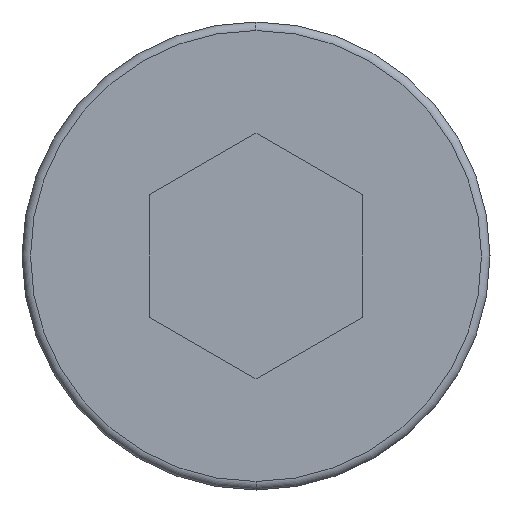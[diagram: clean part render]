
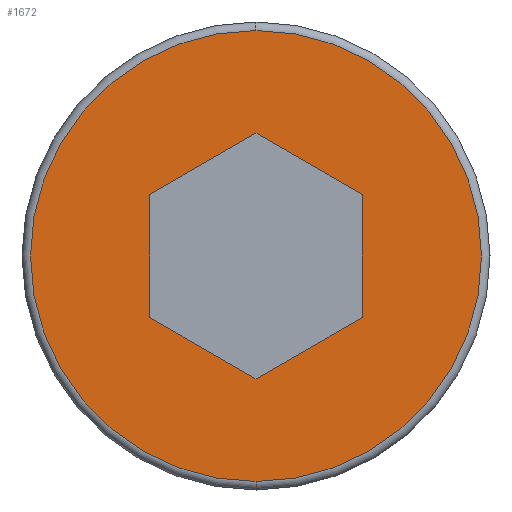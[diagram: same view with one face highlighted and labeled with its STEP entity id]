
A CAD part, left-side view. The second image highlights one B-rep face of the part: STEP entity #1672.
In plain terms, the highlighted planar face has unit normal (-1, 0, 0).
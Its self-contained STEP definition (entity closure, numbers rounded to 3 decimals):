
#56 = DIRECTION ( 'NONE',  ( 0., 0., -1. ) ) ;
#63 = VERTEX_POINT ( 'NONE', #2191 ) ;
#181 = EDGE_CURVE ( 'NONE', #322, #1715, #1038, .T. ) ;
#282 = CARTESIAN_POINT ( 'NONE',  ( -3., 0., 2.65 ) ) ;
#322 = VERTEX_POINT ( 'NONE', #1506 ) ;
#349 = FACE_OUTER_BOUND ( 'NONE', #3094, .T. ) ;
#350 = AXIS2_PLACEMENT_3D ( 'NONE', #494, #2173, #730 ) ;
#429 = DIRECTION ( 'NONE',  ( 1., 0., 0. ) ) ;
#463 = LINE ( 'NONE', #1756, #1049 ) ;
#494 = CARTESIAN_POINT ( 'NONE',  ( -3., 0., 0. ) ) ;
#508 = ORIENTED_EDGE ( 'NONE', *, *, #1003, .F. ) ;
#516 = DIRECTION ( 'NONE',  ( 0., 0.866, -0.5 ) ) ;
#519 = CARTESIAN_POINT ( 'NONE',  ( -3., 1.25, 0.722 ) ) ;
#575 = LINE ( 'NONE', #2563, #2973 ) ;
#626 = CARTESIAN_POINT ( 'NONE',  ( -3., -1.25, -0.722 ) ) ;
#707 = ORIENTED_EDGE ( 'NONE', *, *, #1122, .F. ) ;
#730 = DIRECTION ( 'NONE',  ( 0., 0., -1. ) ) ;
#823 = VERTEX_POINT ( 'NONE', #626 ) ;
#877 = ORIENTED_EDGE ( 'NONE', *, *, #3053, .F. ) ;
#941 = CARTESIAN_POINT ( 'NONE',  ( -3., -1.25, -0.722 ) ) ;
#950 = DIRECTION ( 'NONE',  ( 0., 0.866, 0.5 ) ) ;
#967 = EDGE_CURVE ( 'NONE', #63, #3063, #575, .T. ) ;
#992 = CIRCLE ( 'NONE', #350, 2.65 ) ;
#995 = CARTESIAN_POINT ( 'NONE',  ( -3., 0., -2.65 ) ) ;
#1003 = EDGE_CURVE ( 'NONE', #1857, #1195, #1222, .T. ) ;
#1038 = LINE ( 'NONE', #2222, #2851 ) ;
#1049 = VECTOR ( 'NONE', #56, 1000. ) ;
#1065 = VECTOR ( 'NONE', #516, 1000. ) ;
#1122 = EDGE_CURVE ( 'NONE', #1195, #1857, #992, .T. ) ;
#1189 = PLANE ( 'NONE',  #2046 ) ;
#1195 = VERTEX_POINT ( 'NONE', #282 ) ;
#1206 = ORIENTED_EDGE ( 'NONE', *, *, #181, .F. ) ;
#1213 = VECTOR ( 'NONE', #2168, 1000. ) ;
#1222 = CIRCLE ( 'NONE', #1234, 2.65 ) ;
#1234 = AXIS2_PLACEMENT_3D ( 'NONE', #1877, #429, #2105 ) ;
#1247 = CARTESIAN_POINT ( 'NONE',  ( -3., 0., 1.443 ) ) ;
#1429 = DIRECTION ( 'NONE',  ( 0., 0., 1. ) ) ;
#1485 = EDGE_CURVE ( 'NONE', #823, #322, #2146, .T. ) ;
#1506 = CARTESIAN_POINT ( 'NONE',  ( -3., -1.25, 0.722 ) ) ;
#1567 = FACE_BOUND ( 'NONE', #1656, .T. ) ;
#1650 = ORIENTED_EDGE ( 'NONE', *, *, #1485, .F. ) ;
#1656 = EDGE_LOOP ( 'NONE', ( #1206, #1650, #2865, #2348, #2365, #877 ) ) ;
#1672 = ADVANCED_FACE ( 'NONE', ( #1567, #349 ), #1189, .T. ) ;
#1674 = CARTESIAN_POINT ( 'NONE',  ( -3., 0., 1.443 ) ) ;
#1715 = VERTEX_POINT ( 'NONE', #1674 ) ;
#1756 = CARTESIAN_POINT ( 'NONE',  ( -3., 1.25, 0.722 ) ) ;
#1857 = VERTEX_POINT ( 'NONE', #995 ) ;
#1877 = CARTESIAN_POINT ( 'NONE',  ( -3., 0., 0. ) ) ;
#2021 = VERTEX_POINT ( 'NONE', #519 ) ;
#2046 = AXIS2_PLACEMENT_3D ( 'NONE', #2119, #2842, #1429 ) ;
#2084 = EDGE_CURVE ( 'NONE', #2021, #63, #463, .T. ) ;
#2105 = DIRECTION ( 'NONE',  ( 0., 0., -1. ) ) ;
#2119 = CARTESIAN_POINT ( 'NONE',  ( -3., 2.65, 0. ) ) ;
#2146 = LINE ( 'NONE', #941, #2642 ) ;
#2168 = DIRECTION ( 'NONE',  ( 0., -0.866, 0.5 ) ) ;
#2173 = DIRECTION ( 'NONE',  ( 1., 0., 0. ) ) ;
#2191 = CARTESIAN_POINT ( 'NONE',  ( -3., 1.25, -0.722 ) ) ;
#2195 = CARTESIAN_POINT ( 'NONE',  ( -3., 0., -1.443 ) ) ;
#2222 = CARTESIAN_POINT ( 'NONE',  ( -3., -1.25, 0.722 ) ) ;
#2321 = DIRECTION ( 'NONE',  ( 0., -0.866, -0.5 ) ) ;
#2348 = ORIENTED_EDGE ( 'NONE', *, *, #967, .F. ) ;
#2365 = ORIENTED_EDGE ( 'NONE', *, *, #2084, .F. ) ;
#2390 = LINE ( 'NONE', #1247, #1065 ) ;
#2399 = CARTESIAN_POINT ( 'NONE',  ( -3., 0., -1.443 ) ) ;
#2563 = CARTESIAN_POINT ( 'NONE',  ( -3., 1.25, -0.722 ) ) ;
#2612 = DIRECTION ( 'NONE',  ( 0., 0., 1. ) ) ;
#2642 = VECTOR ( 'NONE', #2612, 1000. ) ;
#2842 = DIRECTION ( 'NONE',  ( -1., 0., 0. ) ) ;
#2851 = VECTOR ( 'NONE', #950, 1000. ) ;
#2865 = ORIENTED_EDGE ( 'NONE', *, *, #2956, .F. ) ;
#2956 = EDGE_CURVE ( 'NONE', #3063, #823, #3110, .T. ) ;
#2973 = VECTOR ( 'NONE', #2321, 1000. ) ;
#3053 = EDGE_CURVE ( 'NONE', #1715, #2021, #2390, .T. ) ;
#3063 = VERTEX_POINT ( 'NONE', #2195 ) ;
#3094 = EDGE_LOOP ( 'NONE', ( #508, #707 ) ) ;
#3110 = LINE ( 'NONE', #2399, #1213 ) ;
